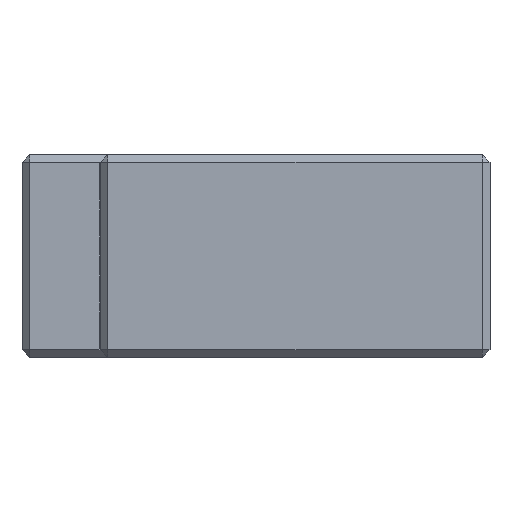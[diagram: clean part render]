
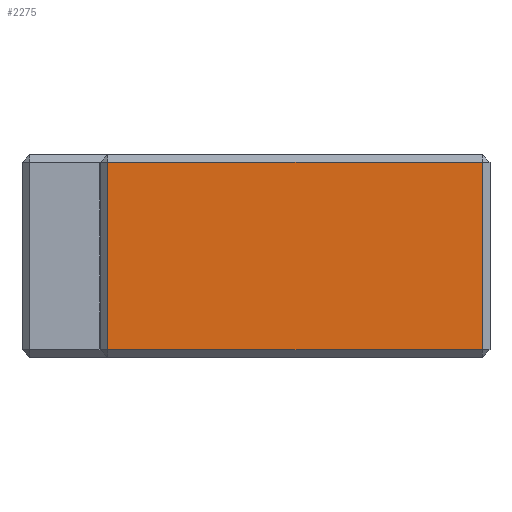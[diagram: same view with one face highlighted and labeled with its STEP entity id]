
A CAD part, left-side view. The second image highlights one B-rep face of the part: STEP entity #2275.
In plain terms, the highlighted planar face has unit normal (-1, 0, 0).
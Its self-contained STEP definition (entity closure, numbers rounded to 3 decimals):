
#849 = CARTESIAN_POINT ( 'NONE',  ( -44., 49., -12. ) ) ;
#879 = CARTESIAN_POINT ( 'NONE',  ( -44., 50., -12. ) ) ;
#919 = LINE ( 'NONE', #3710, #972 ) ;
#972 = VECTOR ( 'NONE', #3768, 1000. ) ;
#1123 = LINE ( 'NONE', #3279, #1130 ) ;
#1130 = VECTOR ( 'NONE', #3870, 1000. ) ;
#1245 = FACE_OUTER_BOUND ( 'NONE', #3157, .T. ) ;
#1252 = CARTESIAN_POINT ( 'NONE',  ( -44., 1., 12. ) ) ;
#1349 = CARTESIAN_POINT ( 'NONE',  ( -44., 49., 12. ) ) ;
#1660 = DIRECTION ( 'NONE',  ( 0., -1., 0. ) ) ;
#1751 = LINE ( 'NONE', #879, #2754 ) ;
#1885 = AXIS2_PLACEMENT_3D ( 'NONE', #2007, #1979, #1967 ) ;
#1967 = DIRECTION ( 'NONE',  ( 0., 0., -1. ) ) ;
#1979 = DIRECTION ( 'NONE',  ( 1., 0., 0. ) ) ;
#2007 = CARTESIAN_POINT ( 'NONE',  ( -44., 50., 13. ) ) ;
#2044 = PLANE ( 'NONE',  #1885 ) ;
#2240 = CARTESIAN_POINT ( 'NONE',  ( -44., 1., -12. ) ) ;
#2275 = ADVANCED_FACE ( 'NONE', ( #1245 ), #2044, .F. ) ;
#2306 = VERTEX_POINT ( 'NONE', #1349 ) ;
#2532 = VECTOR ( 'NONE', #3997, 1000. ) ;
#2647 = VERTEX_POINT ( 'NONE', #849 ) ;
#2754 = VECTOR ( 'NONE', #1660, 1000. ) ;
#2967 = VERTEX_POINT ( 'NONE', #1252 ) ;
#3157 = EDGE_LOOP ( 'NONE', ( #4613, #4596, #4569, #4556 ) ) ;
#3279 = CARTESIAN_POINT ( 'NONE',  ( -44., 1., 13. ) ) ;
#3480 = EDGE_CURVE ( 'NONE', #2306, #2967, #919, .T. ) ;
#3592 = EDGE_CURVE ( 'NONE', #2967, #3822, #1123, .T. ) ;
#3710 = CARTESIAN_POINT ( 'NONE',  ( -44., 50., 12. ) ) ;
#3768 = DIRECTION ( 'NONE',  ( 0., -1., 0. ) ) ;
#3822 = VERTEX_POINT ( 'NONE', #2240 ) ;
#3870 = DIRECTION ( 'NONE',  ( 0., 0., -1. ) ) ;
#3997 = DIRECTION ( 'NONE',  ( 0., 0., 1. ) ) ;
#4556 = ORIENTED_EDGE ( 'NONE', *, *, #4784, .T. ) ;
#4569 = ORIENTED_EDGE ( 'NONE', *, *, #5277, .F. ) ;
#4596 = ORIENTED_EDGE ( 'NONE', *, *, #3480, .F. ) ;
#4613 = ORIENTED_EDGE ( 'NONE', *, *, #3592, .F. ) ;
#4725 = LINE ( 'NONE', #5283, #2532 ) ;
#4784 = EDGE_CURVE ( 'NONE', #2647, #3822, #1751, .T. ) ;
#5277 = EDGE_CURVE ( 'NONE', #2647, #2306, #4725, .T. ) ;
#5283 = CARTESIAN_POINT ( 'NONE',  ( -44., 49., 13. ) ) ;
